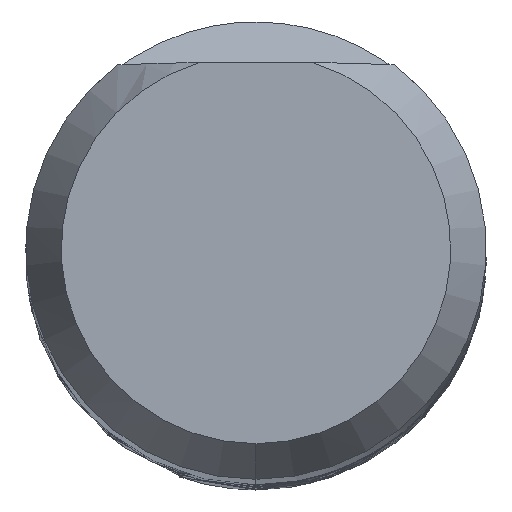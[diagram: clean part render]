
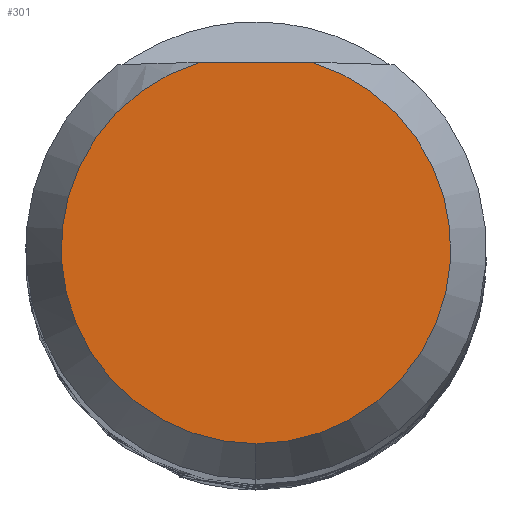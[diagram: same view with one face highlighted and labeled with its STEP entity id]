
A CAD part, top view. The second image highlights one B-rep face of the part: STEP entity #301.
In plain terms, the highlighted planar face has unit normal (0, 0, 1).
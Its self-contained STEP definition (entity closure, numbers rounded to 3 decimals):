
#301=ADVANCED_FACE('',(#856),#857,.T.);
#489=EDGE_CURVE('',#503,#797,#1058,.T.);
#503=VERTEX_POINT('',#1072);
#521=EDGE_CURVE('',#797,#709,#1092,.T.);
#561=EDGE_CURVE('',#503,#709,#1136,.T.);
#709=VERTEX_POINT('',#1300);
#797=VERTEX_POINT('',#1398);
#856=FACE_OUTER_BOUND('',#1452,.T.);
#857=PLANE('',#1453);
#1058=CIRCLE('',#4607,2.538);
#1072=CARTESIAN_POINT('',(0.738,2.429,0.0));
#1092=CIRCLE('',#5379,2.538);
#1136=LINE('',#6142,#6143);
#1300=CARTESIAN_POINT('',(-0.738,2.429,0.0));
#1398=CARTESIAN_POINT('',(0.,-2.538,0.0));
#1452=EDGE_LOOP('',(#9434,#9435,#9436));
#1453=AXIS2_PLACEMENT_3D('',#9437,#9438,#9439);
#4607=AXIS2_PLACEMENT_3D('',#9584,#9585,#9586);
#5379=AXIS2_PLACEMENT_3D('',#9603,#9604,#9605);
#6142=CARTESIAN_POINT('',(-1.5,2.429,0.0));
#6143=VECTOR('',#9651,1.0);
#9434=ORIENTED_EDGE('',*,*,#561,.T.);
#9435=ORIENTED_EDGE('',*,*,#521,.F.);
#9436=ORIENTED_EDGE('',*,*,#489,.F.);
#9437=CARTESIAN_POINT('',(0.0,1.269,0.0));
#9438=DIRECTION('',(-0.0,0.0,1.0));
#9439=DIRECTION('',(0.0,-1.0,0.0));
#9584=CARTESIAN_POINT('',(0.0,0.0,0.0));
#9585=DIRECTION('',(0.0,0.0,-1.0));
#9586=DIRECTION('',(0.0,1.0,0.0));
#9603=CARTESIAN_POINT('',(0.0,0.0,0.0));
#9604=DIRECTION('',(0.0,0.0,-1.0));
#9605=DIRECTION('',(0.0,1.0,0.0));
#9651=DIRECTION('',(-1.0,0.0,0.0));
